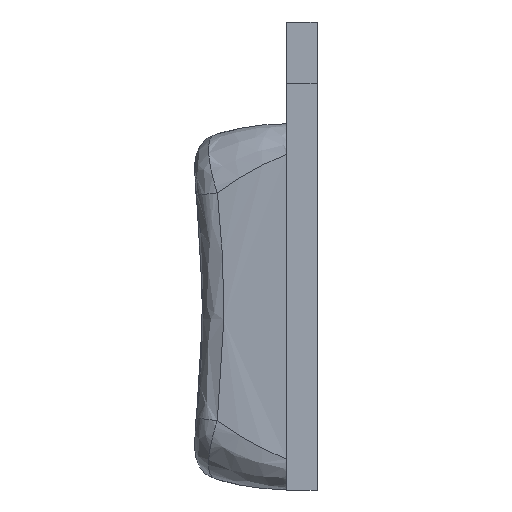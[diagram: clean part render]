
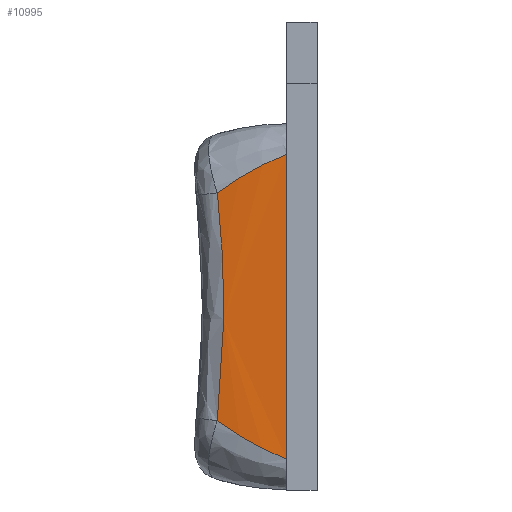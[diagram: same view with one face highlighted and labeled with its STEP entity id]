
A CAD part, left-side view. The second image highlights one B-rep face of the part: STEP entity #10995.
In plain terms, the highlighted cylindrical face has radius 20.743 mm (diameter 41.487 mm), a partial arc.
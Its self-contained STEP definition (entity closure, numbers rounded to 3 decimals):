
#42=CYLINDRICAL_SURFACE('',#11647,20.743);
#553=FACE_OUTER_BOUND('',#1187,.T.);
#1187=EDGE_LOOP('',(#7759,#7760,#7761,#7762,#7763,#7764));
#1779=B_SPLINE_CURVE_WITH_KNOTS('',3,(#16179,#16180,#16181,#16182,#16183,
#16184),.UNSPECIFIED.,.F.,.F.,(4,2,4),(0.,0.,0.256),
 .UNSPECIFIED.);
#1780=B_SPLINE_CURVE_WITH_KNOTS('',3,(#16186,#16187,#16188,#16189),
 .UNSPECIFIED.,.F.,.F.,(4,4),(0.256,0.385),
 .UNSPECIFIED.);
#1783=B_SPLINE_CURVE_WITH_KNOTS('',3,(#16205,#16206,#16207,#16208),
 .UNSPECIFIED.,.F.,.F.,(4,4),(0.033,0.162),
 .UNSPECIFIED.);
#1784=B_SPLINE_CURVE_WITH_KNOTS('',3,(#16209,#16210,#16211,#16212),
 .UNSPECIFIED.,.F.,.F.,(4,4),(-1.116,0.),.UNSPECIFIED.);
#1785=B_SPLINE_CURVE_WITH_KNOTS('',3,(#16213,#16214,#16215,#16216,#16217,
#16218),.UNSPECIFIED.,.F.,.F.,(4,2,4),(0.162,0.418,
0.418),.UNSPECIFIED.);
#2145=LINE('',#14530,#3237);
#3237=VECTOR('',#12153,10.);
#4330=VERTEX_POINT('',#14516);
#4331=VERTEX_POINT('',#14529);
#4563=VERTEX_POINT('',#16178);
#4564=VERTEX_POINT('',#16185);
#4566=VERTEX_POINT('',#16203);
#4567=VERTEX_POINT('',#16204);
#5402=EDGE_CURVE('',#4330,#4331,#2145,.T.);
#5755=EDGE_CURVE('',#4331,#4563,#1779,.T.);
#5756=EDGE_CURVE('',#4563,#4564,#1780,.T.);
#5759=EDGE_CURVE('',#4566,#4567,#1783,.T.);
#5760=EDGE_CURVE('',#4564,#4566,#1784,.T.);
#5761=EDGE_CURVE('',#4567,#4330,#1785,.T.);
#7759=ORIENTED_EDGE('',*,*,#5759,.F.);
#7760=ORIENTED_EDGE('',*,*,#5760,.F.);
#7761=ORIENTED_EDGE('',*,*,#5756,.F.);
#7762=ORIENTED_EDGE('',*,*,#5755,.F.);
#7763=ORIENTED_EDGE('',*,*,#5402,.F.);
#7764=ORIENTED_EDGE('',*,*,#5761,.F.);
#10995=ADVANCED_FACE('',(#553),#42,.T.);
#11647=AXIS2_PLACEMENT_3D('',#16202,#12669,#12670);
#12153=DIRECTION('',(0.,0.,-1.));
#12669=DIRECTION('center_axis',(0.,0.,1.));
#12670=DIRECTION('ref_axis',(-0.92,0.391,0.));
#14516=CARTESIAN_POINT('',(-102.85,3.5,-179.161));
#14529=CARTESIAN_POINT('',(-102.85,3.5,-194.061));
#14530=CARTESIAN_POINT('',(-102.85,3.5,-186.611));
#16178=CARTESIAN_POINT('',(-102.722,5.8,-192.917));
#16179=CARTESIAN_POINT('Ctrl Pts',(-102.85,3.5,-194.061));
#16180=CARTESIAN_POINT('Ctrl Pts',(-102.85,3.5,-194.061));
#16181=CARTESIAN_POINT('Ctrl Pts',(-102.85,3.5,-194.061));
#16182=CARTESIAN_POINT('Ctrl Pts',(-102.85,4.291,-193.755));
#16183=CARTESIAN_POINT('Ctrl Pts',(-102.804,5.065,-193.369));
#16184=CARTESIAN_POINT('Ctrl Pts',(-102.722,5.8,-192.917));
#16185=CARTESIAN_POINT('',(-102.572,6.882,-192.182));
#16186=CARTESIAN_POINT('Ctrl Pts',(-102.722,5.8,-192.917));
#16187=CARTESIAN_POINT('Ctrl Pts',(-102.68,6.171,-192.688));
#16188=CARTESIAN_POINT('Ctrl Pts',(-102.63,6.533,-192.443));
#16189=CARTESIAN_POINT('Ctrl Pts',(-102.572,6.882,-192.182));
#16202=CARTESIAN_POINT('Origin',(-82.107,3.5,-186.611));
#16203=CARTESIAN_POINT('',(-102.572,6.882,-181.041));
#16204=CARTESIAN_POINT('',(-102.722,5.8,-180.306));
#16205=CARTESIAN_POINT('Ctrl Pts',(-102.572,6.882,-181.041));
#16206=CARTESIAN_POINT('Ctrl Pts',(-102.63,6.533,-180.78));
#16207=CARTESIAN_POINT('Ctrl Pts',(-102.68,6.171,-180.534));
#16208=CARTESIAN_POINT('Ctrl Pts',(-102.722,5.8,-180.306));
#16209=CARTESIAN_POINT('Ctrl Pts',(-102.572,6.882,-192.182));
#16210=CARTESIAN_POINT('Ctrl Pts',(-102.643,6.456,-188.483));
#16211=CARTESIAN_POINT('Ctrl Pts',(-102.643,6.456,-184.74));
#16212=CARTESIAN_POINT('Ctrl Pts',(-102.572,6.882,-181.041));
#16213=CARTESIAN_POINT('Ctrl Pts',(-102.722,5.8,-180.306));
#16214=CARTESIAN_POINT('Ctrl Pts',(-102.804,5.065,-179.853));
#16215=CARTESIAN_POINT('Ctrl Pts',(-102.85,4.291,-179.467));
#16216=CARTESIAN_POINT('Ctrl Pts',(-102.85,3.5,-179.161));
#16217=CARTESIAN_POINT('Ctrl Pts',(-102.85,3.5,-179.161));
#16218=CARTESIAN_POINT('Ctrl Pts',(-102.85,3.5,-179.161));
